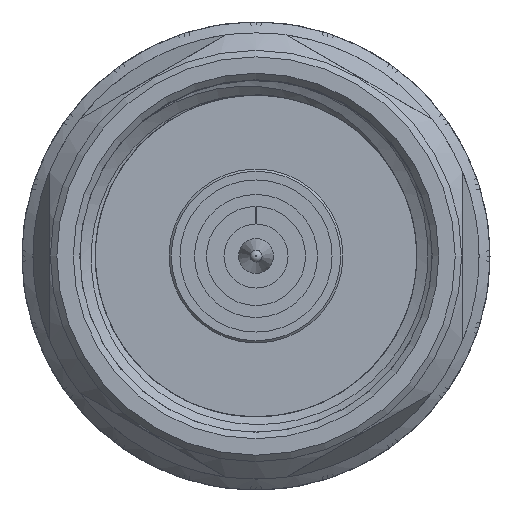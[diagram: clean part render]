
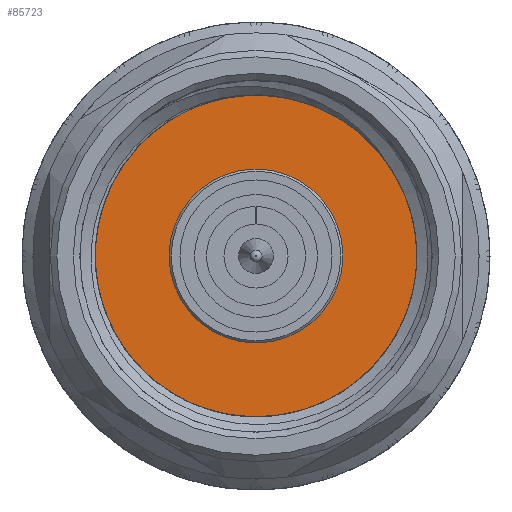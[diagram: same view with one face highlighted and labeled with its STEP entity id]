
A CAD part, left-side view. The second image highlights one B-rep face of the part: STEP entity #85723.
In plain terms, the highlighted planar face has unit normal (-1, 0, 0).
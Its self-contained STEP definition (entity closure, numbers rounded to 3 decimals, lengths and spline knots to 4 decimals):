
#11432=PLANE('',#87003);
#28854=ORIENTED_EDGE('',*,*,#37375,.T.);
#28855=ORIENTED_EDGE('',*,*,#37373,.F.);
#37373=EDGE_CURVE('',#41691,#41691,#41903,.T.);
#37375=EDGE_CURVE('',#41693,#41693,#41905,.T.);
#41691=VERTEX_POINT('',#183651);
#41693=VERTEX_POINT('',#183657);
#41903=CIRCLE('',#87000,7.8);
#41905=CIRCLE('',#87004,4.);
#46259=EDGE_LOOP('',(#28854));
#46260=EDGE_LOOP('',(#28855));
#50633=FACE_BOUND('',#46259,.T.);
#50634=FACE_BOUND('',#46260,.T.);
#85723=ADVANCED_FACE('',(#50633,#50634),#11432,.F.);
#87000=AXIS2_PLACEMENT_3D('',#183650,#89786,#89787);
#87003=AXIS2_PLACEMENT_3D('',#183655,#89792,#89793);
#87004=AXIS2_PLACEMENT_3D('',#183656,#89794,#89795);
#89786=DIRECTION('',(1.,0.,0.));
#89787=DIRECTION('',(0.,0.,1.));
#89792=DIRECTION('',(1.,0.,0.));
#89793=DIRECTION('',(0.,1.,0.));
#89794=DIRECTION('',(1.,0.,0.));
#89795=DIRECTION('',(0.,1.,0.));
#183650=CARTESIAN_POINT('',(-11.85,0.,0.));
#183651=CARTESIAN_POINT('',(-11.85,0.,7.8));
#183655=CARTESIAN_POINT('',(-11.85,0.,0.));
#183656=CARTESIAN_POINT('',(-11.85,0.,0.));
#183657=CARTESIAN_POINT('',(-11.85,4.,0.));
